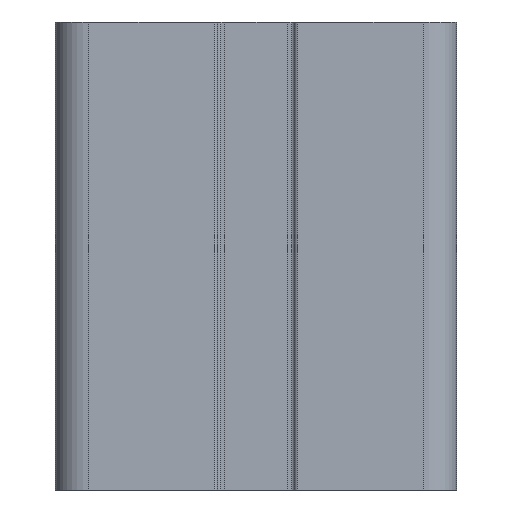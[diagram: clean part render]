
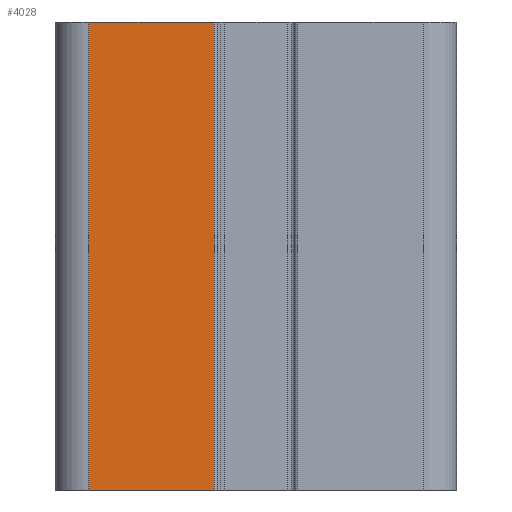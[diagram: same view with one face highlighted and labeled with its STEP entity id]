
A CAD part, left-side view. The second image highlights one B-rep face of the part: STEP entity #4028.
In plain terms, the highlighted planar face has unit normal (-1, 0, 0).
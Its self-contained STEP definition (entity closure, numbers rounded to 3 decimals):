
#136 = DIRECTION ( 'NONE',  ( 0., -1., 0. ) ) ;
#346 = DIRECTION ( 'NONE',  ( 0., 1., 0. ) ) ;
#491 = LINE ( 'NONE', #5947, #5911 ) ;
#498 = CARTESIAN_POINT ( 'NONE',  ( -45., 0., 70. ) ) ;
#544 = CARTESIAN_POINT ( 'NONE',  ( -45., 6.25, 70. ) ) ;
#689 = CARTESIAN_POINT ( 'NONE',  ( -45., 25., 70. ) ) ;
#1079 = VECTOR ( 'NONE', #3275, 1000. ) ;
#1102 = CARTESIAN_POINT ( 'NONE',  ( -45., 25., 70. ) ) ;
#1178 = EDGE_LOOP ( 'NONE', ( #5056, #2274, #5603, #1783 ) ) ;
#1329 = CARTESIAN_POINT ( 'NONE',  ( -45., 6.25, 0. ) ) ;
#1749 = VERTEX_POINT ( 'NONE', #5396 ) ;
#1783 = ORIENTED_EDGE ( 'NONE', *, *, #5426, .T. ) ;
#2025 = VERTEX_POINT ( 'NONE', #1329 ) ;
#2274 = ORIENTED_EDGE ( 'NONE', *, *, #5397, .F. ) ;
#2301 = LINE ( 'NONE', #544, #1079 ) ;
#2732 = LINE ( 'NONE', #1102, #6060 ) ;
#2950 = LINE ( 'NONE', #6682, #6299 ) ;
#3275 = DIRECTION ( 'NONE',  ( 0., 0., -1. ) ) ;
#3601 = AXIS2_PLACEMENT_3D ( 'NONE', #498, #4464, #136 ) ;
#3769 = CARTESIAN_POINT ( 'NONE',  ( -45., 6.25, 70. ) ) ;
#3811 = FACE_OUTER_BOUND ( 'NONE', #1178, .T. ) ;
#4028 = ADVANCED_FACE ( 'NONE', ( #3811 ), #5486, .T. ) ;
#4273 = EDGE_CURVE ( 'NONE', #4346, #5219, #491, .T. ) ;
#4346 = VERTEX_POINT ( 'NONE', #3769 ) ;
#4464 = DIRECTION ( 'NONE',  ( -1., 0., 0. ) ) ;
#5056 = ORIENTED_EDGE ( 'NONE', *, *, #5246, .F. ) ;
#5219 = VERTEX_POINT ( 'NONE', #689 ) ;
#5246 = EDGE_CURVE ( 'NONE', #2025, #1749, #2950, .T. ) ;
#5396 = CARTESIAN_POINT ( 'NONE',  ( -45., 25., 0. ) ) ;
#5397 = EDGE_CURVE ( 'NONE', #4346, #2025, #2301, .T. ) ;
#5426 = EDGE_CURVE ( 'NONE', #5219, #1749, #2732, .T. ) ;
#5486 = PLANE ( 'NONE',  #3601 ) ;
#5603 = ORIENTED_EDGE ( 'NONE', *, *, #4273, .T. ) ;
#5911 = VECTOR ( 'NONE', #346, 1000. ) ;
#5947 = CARTESIAN_POINT ( 'NONE',  ( -45., 0., 70. ) ) ;
#6060 = VECTOR ( 'NONE', #7155, 1000. ) ;
#6218 = DIRECTION ( 'NONE',  ( 0., 1., 0. ) ) ;
#6299 = VECTOR ( 'NONE', #6218, 1000. ) ;
#6682 = CARTESIAN_POINT ( 'NONE',  ( -45., 0., 0. ) ) ;
#7155 = DIRECTION ( 'NONE',  ( 0., 0., -1. ) ) ;
